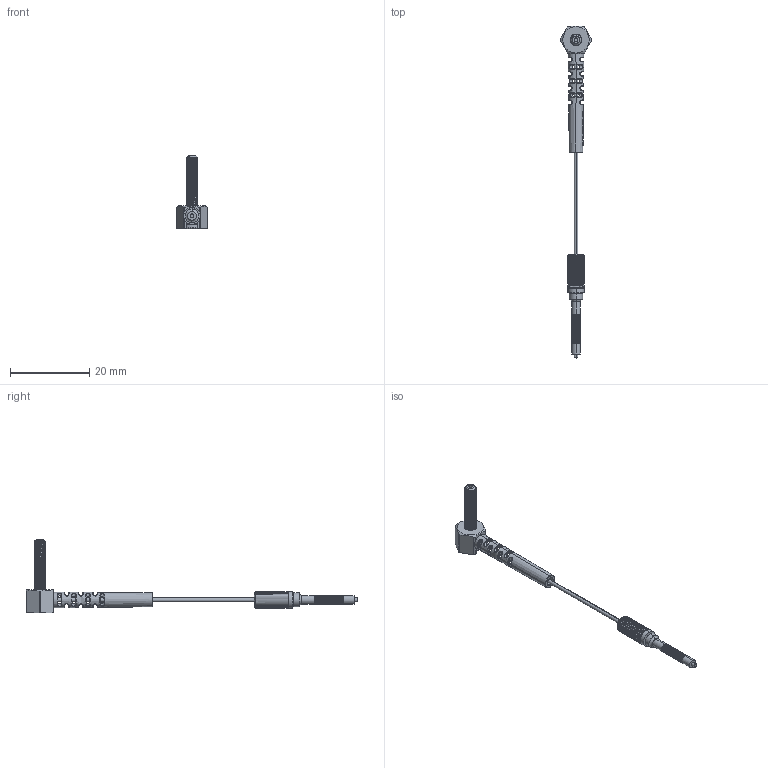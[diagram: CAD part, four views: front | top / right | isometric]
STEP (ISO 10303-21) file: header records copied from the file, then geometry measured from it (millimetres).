
FILE_DESCRIPTION((''),'2;1');
FILE_NAME('PTS3Y10TZ_ASM','2020-06-10T13:49:16',('Administrator'),(''),'CREO PARAMETRIC BY PTC INC, 2018400','CREO PARAMETRIC BY PTC INC, 2018400','');
FILE_SCHEMA(('AUTOMOTIVE_DESIGN { 1 0 10303 214 1 1 1 1 }'));
Length unit declared in the file: millimetre
Products named in the file (6): M3-90_0; 10XIAN_; JW22_10__; PTM3M4-22__; 10-4MMHT__ASM; PTS3Y10TZ_ASM
Assembly tree (5 placements, depth 3):
  PTS3Y10TZ_ASM
    M3-90_0
    10-4MMHT__ASM
      10XIAN_
      JW22_10__
      PTM3M4-22__
Bounding box: 7.99 x 84 x 18.5 mm (x, y, z)
Volume: 590.9 mm3; surface area: 1749.4 mm2
Topology: 5 solids, 5 shells, 657 faces, 1633 edges, 998 vertices
Faces by surface type: cylinder 261, plane 169, torus 110, bspline 95, cone 22
Entity records: 33384 total; most frequent: CARTESIAN_POINT 16585, ORIENTED_EDGE 3266, DIRECTION 3140, EDGE_CURVE 1633, AXIS2_PLACEMENT_3D 1389, VERTEX_POINT 998, CIRCLE 813, EDGE_LOOP 703
